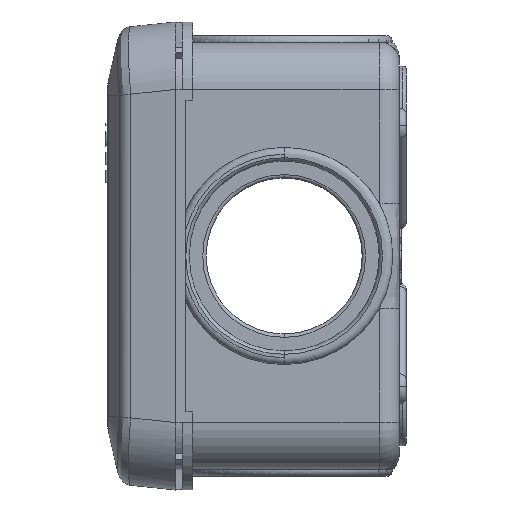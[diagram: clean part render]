
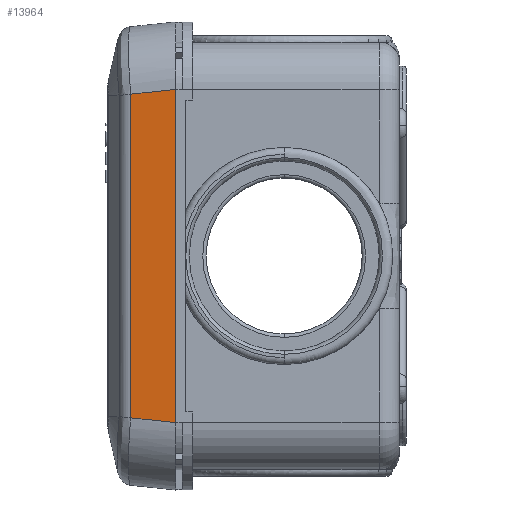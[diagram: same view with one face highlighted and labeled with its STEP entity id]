
A CAD part, left-side view. The second image highlights one B-rep face of the part: STEP entity #13964.
In plain terms, the highlighted planar face has unit normal (-0.995, 0.104, 0).
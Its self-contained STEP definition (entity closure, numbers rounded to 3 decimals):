
#996 = ORIENTED_EDGE ( 'NONE', *, *, #10500, .T. ) ;
#3767 = EDGE_CURVE ( 'NONE', #44178, #26782, #55218, .T. ) ;
#4060 = LINE ( 'NONE', #35508, #66380 ) ;
#4275 = CARTESIAN_POINT ( 'NONE',  ( -33.805, 6.608, -24.849 ) ) ;
#8357 = AXIS2_PLACEMENT_3D ( 'NONE', #28594, #89434, #44304 ) ;
#10500 = EDGE_CURVE ( 'NONE', #81090, #73818, #13307, .T. ) ;
#13307 = LINE ( 'NONE', #4275, #23942 ) ;
#13964 = ADVANCED_FACE ( 'NONE', ( #66115 ), #81849, .T. ) ;
#16873 = ORIENTED_EDGE ( 'NONE', *, *, #83580, .F. ) ;
#17830 = DIRECTION ( 'NONE',  ( 0., 0., -1. ) ) ;
#19733 = DIRECTION ( 'NONE',  ( 0.104, 0.989, 0.104 ) ) ;
#20106 = DIRECTION ( 'NONE',  ( -0.104, -0.989, 0.104 ) ) ;
#20924 = EDGE_CURVE ( 'NONE', #44178, #73818, #71261, .T. ) ;
#23942 = VECTOR ( 'NONE', #17830, 1000. ) ;
#26782 = VERTEX_POINT ( 'NONE', #46182 ) ;
#28594 = CARTESIAN_POINT ( 'NONE',  ( -33.805, 6.608, -24.849 ) ) ;
#34092 = VECTOR ( 'NONE', #59278, 1000. ) ;
#35508 = CARTESIAN_POINT ( 'NONE',  ( -33.8, 6.656, 23.855 ) ) ;
#44178 = VERTEX_POINT ( 'NONE', #54800 ) ;
#44304 = DIRECTION ( 'NONE',  ( -0.105, -0.995, 0. ) ) ;
#46182 = CARTESIAN_POINT ( 'NONE',  ( -34.5, 0., 24.555 ) ) ;
#50227 = CARTESIAN_POINT ( 'NONE',  ( -33.8, 6.656, -23.855 ) ) ;
#53698 = ORIENTED_EDGE ( 'NONE', *, *, #20924, .F. ) ;
#54800 = CARTESIAN_POINT ( 'NONE',  ( -34.5, 0., -24.555 ) ) ;
#55218 = LINE ( 'NONE', #82011, #34092 ) ;
#59278 = DIRECTION ( 'NONE',  ( 0., 0., 1. ) ) ;
#66115 = FACE_OUTER_BOUND ( 'NONE', #85114, .T. ) ;
#66380 = VECTOR ( 'NONE', #20106, 1000. ) ;
#67191 = CARTESIAN_POINT ( 'NONE',  ( -33.805, 6.608, -23.86 ) ) ;
#68141 = CARTESIAN_POINT ( 'NONE',  ( -33.805, 6.608, 23.86 ) ) ;
#71261 = LINE ( 'NONE', #50227, #85438 ) ;
#73818 = VERTEX_POINT ( 'NONE', #67191 ) ;
#77259 = ORIENTED_EDGE ( 'NONE', *, *, #3767, .T. ) ;
#81090 = VERTEX_POINT ( 'NONE', #68141 ) ;
#81849 = PLANE ( 'NONE',  #8357 ) ;
#82011 = CARTESIAN_POINT ( 'NONE',  ( -34.5, 0., -34.5 ) ) ;
#83580 = EDGE_CURVE ( 'NONE', #81090, #26782, #4060, .T. ) ;
#85114 = EDGE_LOOP ( 'NONE', ( #16873, #996, #53698, #77259 ) ) ;
#85438 = VECTOR ( 'NONE', #19733, 1000. ) ;
#89434 = DIRECTION ( 'NONE',  ( -0.995, 0.105, 0. ) ) ;
